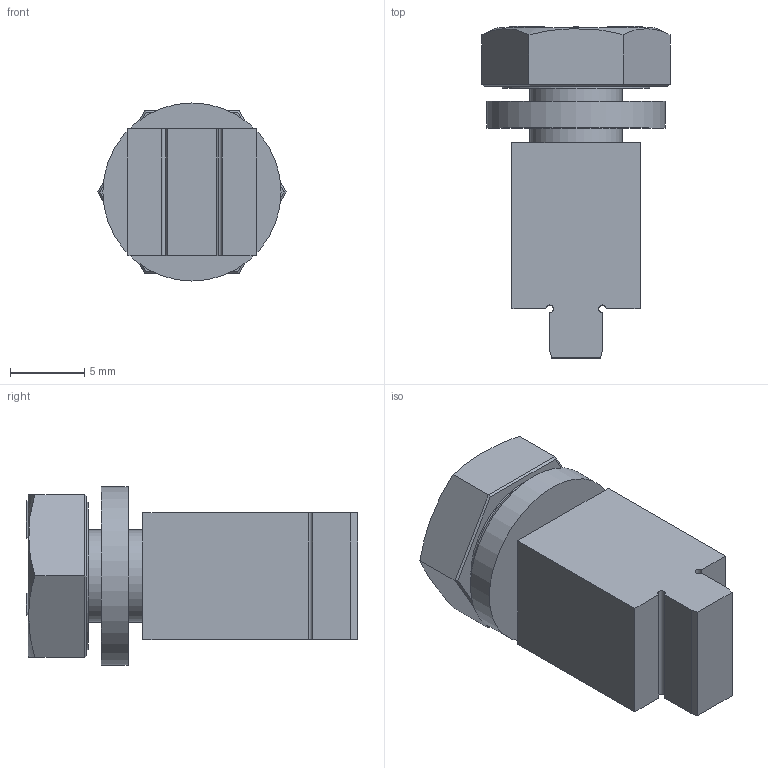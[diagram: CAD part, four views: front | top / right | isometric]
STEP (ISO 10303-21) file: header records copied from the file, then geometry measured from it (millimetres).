
FILE_DESCRIPTION(('FreeCAD Model'),'2;1');
FILE_NAME('Open CASCADE Shape Model','2022-09-27T15:40:38',('Author'),( ''),'Open CASCADE STEP processor 7.5','FreeCAD','Unknown');
FILE_SCHEMA(('AUTOMOTIVE_DESIGN { 1 0 10303 214 1 1 1 1 }'));
Length unit declared in the file: millimetre
Products named in the file (4): Unnamed; 25F37HCS5T; B6A-NH-PCB-28; M6-Washer001
Assembly tree (3 placements, depth 2):
  Unnamed
    25F37HCS5T
    B6A-NH-PCB-28
    M6-Washer001
Bounding box: 12.67 x 22.35 x 12 mm (x, y, z)
Volume: 1573.8 mm3; surface area: 1561.4 mm2
Topology: 3 solids, 3 shells, 94 faces, 216 edges, 134 vertices
Faces by surface type: plane 46, cylinder 31, torus 12, bspline 4, cone 1
Full cylindrical faces by diameter (mm): 5.359 x1, 6.223 x1, 6.4 x1, 9.906 x1, 12 x1
Entity records: 2936 total; most frequent: CARTESIAN_POINT 723, DIRECTION 451, ORIENTED_EDGE 432, EDGE_CURVE 216, AXIS2_PLACEMENT_3D 168, VERTEX_POINT 134, LINE 115, VECTOR 115
